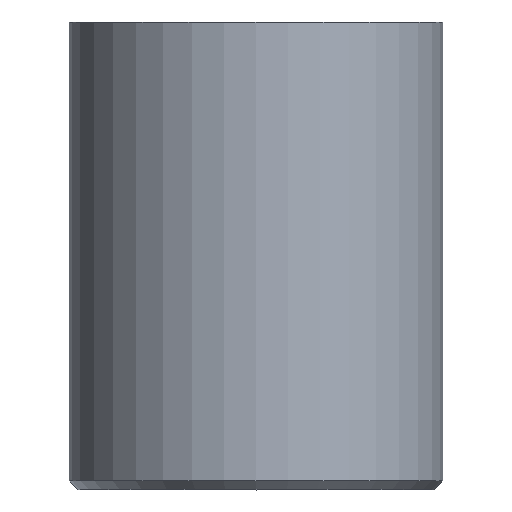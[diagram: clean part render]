
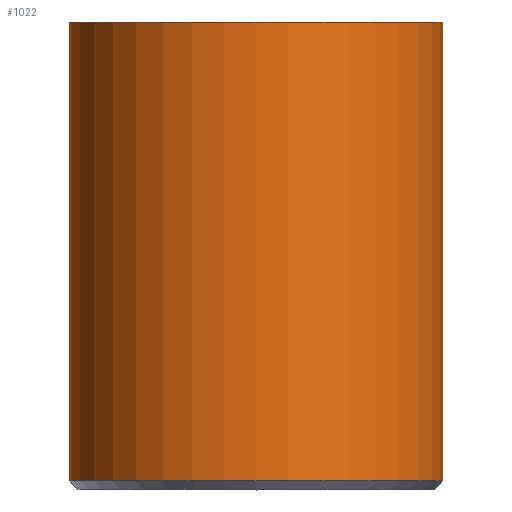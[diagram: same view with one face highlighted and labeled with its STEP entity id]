
A CAD part, top view. The second image highlights one B-rep face of the part: STEP entity #1022.
In plain terms, the highlighted cylindrical face has radius 16 mm (diameter 32 mm), a full revolution.
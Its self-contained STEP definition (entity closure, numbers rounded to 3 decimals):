
#139=CYLINDRICAL_SURFACE('',#1209,16.);
#146=FACE_OUTER_BOUND('',#204,.T.);
#204=EDGE_LOOP('',(#731,#732,#733,#734,#735,#736));
#268=LINE('',#1520,#366);
#366=VECTOR('',#1287,16.);
#464=CIRCLE('',#1207,16.);
#465=CIRCLE('',#1208,16.);
#466=CIRCLE('',#1210,16.);
#467=CIRCLE('',#1211,16.);
#481=VERTEX_POINT('',#1513);
#482=VERTEX_POINT('',#1515);
#483=VERTEX_POINT('',#1519);
#484=VERTEX_POINT('',#1521);
#581=EDGE_CURVE('',#481,#482,#464,.T.);
#582=EDGE_CURVE('',#482,#481,#465,.T.);
#583=EDGE_CURVE('',#482,#483,#268,.T.);
#584=EDGE_CURVE('',#483,#484,#466,.T.);
#585=EDGE_CURVE('',#484,#483,#467,.T.);
#731=ORIENTED_EDGE('',*,*,#581,.F.);
#732=ORIENTED_EDGE('',*,*,#582,.F.);
#733=ORIENTED_EDGE('',*,*,#583,.T.);
#734=ORIENTED_EDGE('',*,*,#584,.T.);
#735=ORIENTED_EDGE('',*,*,#585,.T.);
#736=ORIENTED_EDGE('',*,*,#583,.F.);
#1022=ADVANCED_FACE('',(#146),#139,.T.);
#1207=AXIS2_PLACEMENT_3D('',#1516,#1281,#1282);
#1208=AXIS2_PLACEMENT_3D('',#1517,#1283,#1284);
#1209=AXIS2_PLACEMENT_3D('',#1518,#1285,#1286);
#1210=AXIS2_PLACEMENT_3D('',#1522,#1288,#1289);
#1211=AXIS2_PLACEMENT_3D('',#1523,#1290,#1291);
#1281=DIRECTION('center_axis',(0.,-1.,0.));
#1282=DIRECTION('ref_axis',(-1.,0.,0.));
#1283=DIRECTION('center_axis',(0.,-1.,0.));
#1284=DIRECTION('ref_axis',(-1.,0.,0.));
#1285=DIRECTION('center_axis',(0.,-1.,0.));
#1286=DIRECTION('ref_axis',(1.,0.,0.));
#1287=DIRECTION('',(0.,1.,0.));
#1288=DIRECTION('center_axis',(0.,-1.,0.));
#1289=DIRECTION('ref_axis',(1.,0.,0.));
#1290=DIRECTION('center_axis',(0.,-1.,0.));
#1291=DIRECTION('ref_axis',(1.,0.,0.));
#1513=CARTESIAN_POINT('',(16.,0.75,0.));
#1515=CARTESIAN_POINT('',(-16.,0.75,0.));
#1516=CARTESIAN_POINT('Origin',(0.,0.75,0.));
#1517=CARTESIAN_POINT('Origin',(0.,0.75,0.));
#1518=CARTESIAN_POINT('Origin',(0.,20.,0.));
#1519=CARTESIAN_POINT('',(-16.,40.,0.));
#1520=CARTESIAN_POINT('',(-16.,20.,0.));
#1521=CARTESIAN_POINT('',(16.,40.,0.));
#1522=CARTESIAN_POINT('Origin',(0.,40.,0.));
#1523=CARTESIAN_POINT('Origin',(0.,40.,0.));
